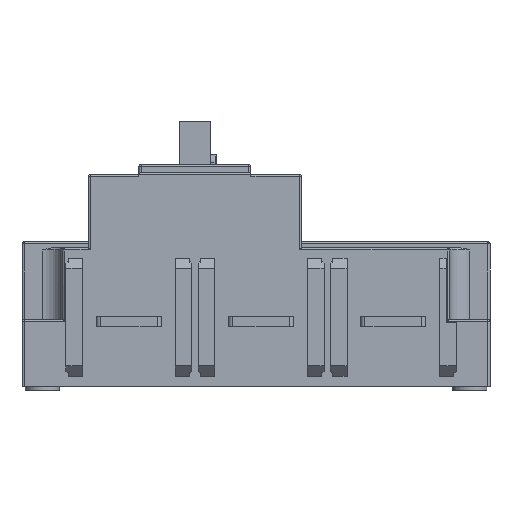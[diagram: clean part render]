
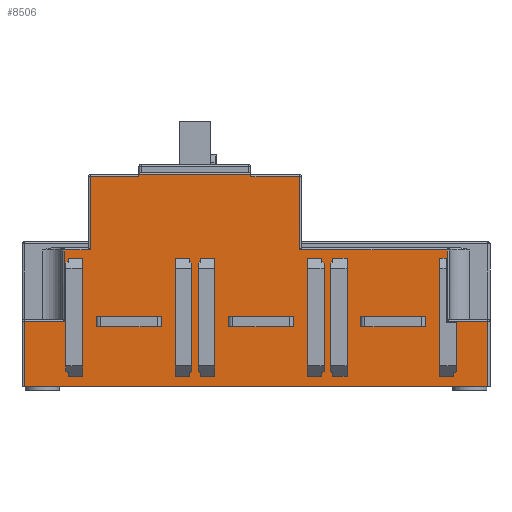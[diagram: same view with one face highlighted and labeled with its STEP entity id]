
A CAD part, front view. The second image highlights one B-rep face of the part: STEP entity #8506.
In plain terms, the highlighted planar face has unit normal (0, -1, 0).
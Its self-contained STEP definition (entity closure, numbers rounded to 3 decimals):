
#1207=DIRECTION('',(1.,0.,0.));
#1208=VECTOR('',#1207,228.);
#1209=CARTESIAN_POINT('',(-84.,-110.,2.));
#1210=LINE('',#1209,#1208);
#1449=DIRECTION('',(-1.,0.,0.));
#1450=VECTOR('',#1449,55.);
#1451=CARTESIAN_POINT('',(27.5,-110.,106.));
#1452=LINE('',#1451,#1450);
#1456=DIRECTION('',(0.,0.,1.));
#1457=VECTOR('',#1456,1.);
#1458=CARTESIAN_POINT('',(27.5,-110.,105.));
#1459=LINE('',#1458,#1457);
#1463=DIRECTION('',(1.,0.,0.));
#1464=VECTOR('',#1463,24.);
#1465=CARTESIAN_POINT('',(27.5,-110.,105.));
#1466=LINE('',#1465,#1464);
#1470=DIRECTION('',(0.,0.,-1.));
#1471=VECTOR('',#1470,36.);
#1472=CARTESIAN_POINT('',(51.5,-110.,105.));
#1473=LINE('',#1472,#1471);
#1477=DIRECTION('',(-1.,0.,0.));
#1478=VECTOR('',#1477,72.5);
#1479=CARTESIAN_POINT('',(124.,-110.,69.));
#1480=LINE('',#1479,#1478);
#1484=DIRECTION('',(0.,0.,-1.));
#1485=VECTOR('',#1484,35.);
#1486=CARTESIAN_POINT('',(124.,-110.,69.));
#1487=LINE('',#1486,#1485);
#1491=DIRECTION('',(1.,0.,0.));
#1492=VECTOR('',#1491,20.);
#1493=CARTESIAN_POINT('',(124.,-110.,34.));
#1494=LINE('',#1493,#1492);
#1498=DIRECTION('',(0.,0.,-1.));
#1499=VECTOR('',#1498,32.);
#1500=CARTESIAN_POINT('',(144.,-110.,34.));
#1501=LINE('',#1500,#1499);
#1505=DIRECTION('',(0.,0.,1.));
#1506=VECTOR('',#1505,32.);
#1507=CARTESIAN_POINT('',(-84.,-110.,2.));
#1508=LINE('',#1507,#1506);
#1512=DIRECTION('',(1.,0.,0.));
#1513=VECTOR('',#1512,20.);
#1514=CARTESIAN_POINT('',(-84.,-110.,34.));
#1515=LINE('',#1514,#1513);
#1519=DIRECTION('',(0.,0.,1.));
#1520=VECTOR('',#1519,35.);
#1521=CARTESIAN_POINT('',(-64.,-110.,34.));
#1522=LINE('',#1521,#1520);
#1526=DIRECTION('',(-1.,0.,0.));
#1527=VECTOR('',#1526,12.5);
#1528=CARTESIAN_POINT('',(-51.5,-110.,69.));
#1529=LINE('',#1528,#1527);
#1533=DIRECTION('',(0.,0.,1.));
#1534=VECTOR('',#1533,36.);
#1535=CARTESIAN_POINT('',(-51.5,-110.,69.));
#1536=LINE('',#1535,#1534);
#1540=DIRECTION('',(1.,0.,0.));
#1541=VECTOR('',#1540,24.);
#1542=CARTESIAN_POINT('',(-51.5,-110.,105.));
#1543=LINE('',#1542,#1541);
#1547=DIRECTION('',(0.,0.,-1.));
#1548=VECTOR('',#1547,1.);
#1549=CARTESIAN_POINT('',(-27.5,-110.,106.));
#1550=LINE('',#1549,#1548);
#1561=DIRECTION('',(0.,0.,-1.));
#1562=VECTOR('',#1561,5.401);
#1563=CARTESIAN_POINT('',(128.5,-110.,33.5));
#1564=LINE('',#1563,#1562);
#1624=DIRECTION('',(-1.,0.,0.));
#1625=VECTOR('',#1624,7.);
#1626=CARTESIAN_POINT('',(127.25,-110.,7.));
#1627=LINE('',#1626,#1625);
#1652=DIRECTION('',(-1.,0.,0.));
#1653=VECTOR('',#1652,1.25);
#1654=CARTESIAN_POINT('',(128.5,-110.,28.099));
#1655=LINE('',#1654,#1653);
#1659=DIRECTION('',(0.,0.,-1.));
#1660=VECTOR('',#1659,21.099);
#1661=CARTESIAN_POINT('',(127.25,-110.,28.099));
#1662=LINE('',#1661,#1660);
#1680=DIRECTION('',(0.,0.,1.));
#1681=VECTOR('',#1680,58.);
#1682=CARTESIAN_POINT('',(120.25,-110.,7.));
#1683=LINE('',#1682,#1681);
#1694=DIRECTION('',(1.,0.,0.));
#1695=VECTOR('',#1694,3.25);
#1696=CARTESIAN_POINT('',(120.25,-110.,65.));
#1697=LINE('',#1696,#1695);
#1708=DIRECTION('',(0.,0.,-1.));
#1709=VECTOR('',#1708,31.5);
#1710=CARTESIAN_POINT('',(123.5,-110.,65.));
#1711=LINE('',#1710,#1709);
#1722=DIRECTION('',(1.,0.,0.));
#1723=VECTOR('',#1722,5.);
#1724=CARTESIAN_POINT('',(123.5,-110.,33.5));
#1725=LINE('',#1724,#1723);
#6467=CARTESIAN_POINT('',(128.5,-110.,33.5));
#6468=CARTESIAN_POINT('',(128.5,-110.,28.099));
#6469=VERTEX_POINT('',#6467);
#6470=VERTEX_POINT('',#6468);
#6471=CARTESIAN_POINT('',(123.5,-110.,33.5));
#6472=VERTEX_POINT('',#6471);
#6473=CARTESIAN_POINT('',(123.5,-110.,65.));
#6474=VERTEX_POINT('',#6473);
#6475=CARTESIAN_POINT('',(120.25,-110.,65.));
#6476=VERTEX_POINT('',#6475);
#6477=CARTESIAN_POINT('',(120.25,-110.,7.));
#6478=VERTEX_POINT('',#6477);
#6479=CARTESIAN_POINT('',(127.25,-110.,7.));
#6480=VERTEX_POINT('',#6479);
#6481=CARTESIAN_POINT('',(127.25,-110.,28.099));
#6482=VERTEX_POINT('',#6481);
#7140=CARTESIAN_POINT('',(27.5,-110.,106.));
#7141=CARTESIAN_POINT('',(-27.5,-110.,106.));
#7142=VERTEX_POINT('',#7140);
#7143=VERTEX_POINT('',#7141);
#7144=CARTESIAN_POINT('',(-51.5,-110.,105.));
#7145=CARTESIAN_POINT('',(-27.5,-110.,105.));
#7146=VERTEX_POINT('',#7144);
#7147=VERTEX_POINT('',#7145);
#7172=CARTESIAN_POINT('',(-84.,-110.,2.));
#7174=VERTEX_POINT('',#7172);
#7176=CARTESIAN_POINT('',(-84.,-110.,34.));
#7177=VERTEX_POINT('',#7176);
#7178=CARTESIAN_POINT('',(-64.,-110.,34.));
#7179=VERTEX_POINT('',#7178);
#7182=CARTESIAN_POINT('',(-64.,-110.,69.));
#7183=VERTEX_POINT('',#7182);
#7198=CARTESIAN_POINT('',(-51.5,-110.,69.));
#7199=VERTEX_POINT('',#7198);
#7204=CARTESIAN_POINT('',(27.5,-110.,105.));
#7205=CARTESIAN_POINT('',(51.5,-110.,105.));
#7206=VERTEX_POINT('',#7204);
#7207=VERTEX_POINT('',#7205);
#7221=CARTESIAN_POINT('',(144.,-110.,2.));
#7223=VERTEX_POINT('',#7221);
#7224=CARTESIAN_POINT('',(144.,-110.,34.));
#7225=VERTEX_POINT('',#7224);
#7296=CARTESIAN_POINT('',(124.,-110.,34.));
#7297=VERTEX_POINT('',#7296);
#7298=CARTESIAN_POINT('',(124.,-110.,69.));
#7299=VERTEX_POINT('',#7298);
#7300=CARTESIAN_POINT('',(51.5,-110.,69.));
#7301=VERTEX_POINT('',#7300);
#8451=CARTESIAN_POINT('',(145.,-110.,30.8));
#8452=DIRECTION('',(0.,-1.,0.));
#8453=DIRECTION('',(-1.,0.,0.));
#8454=AXIS2_PLACEMENT_3D('',#8451,#8452,#8453);
#8455=PLANE('',#8454);
#8457=ORIENTED_EDGE('',*,*,#8456,.F.);
#8459=ORIENTED_EDGE('',*,*,#8458,.F.);
#8461=ORIENTED_EDGE('',*,*,#8460,.T.);
#8463=ORIENTED_EDGE('',*,*,#8462,.T.);
#8465=ORIENTED_EDGE('',*,*,#8464,.F.);
#8467=ORIENTED_EDGE('',*,*,#8466,.T.);
#8469=ORIENTED_EDGE('',*,*,#8468,.T.);
#8470=ORIENTED_EDGE('',*,*,#8443,.T.);
#8471=ORIENTED_EDGE('',*,*,#8231,.F.);
#8473=ORIENTED_EDGE('',*,*,#8472,.T.);
#8475=ORIENTED_EDGE('',*,*,#8474,.T.);
#8477=ORIENTED_EDGE('',*,*,#8476,.T.);
#8479=ORIENTED_EDGE('',*,*,#8478,.F.);
#8481=ORIENTED_EDGE('',*,*,#8480,.T.);
#8483=ORIENTED_EDGE('',*,*,#8482,.T.);
#8485=ORIENTED_EDGE('',*,*,#8484,.F.);
#8486=EDGE_LOOP('',(#8457,#8459,#8461,#8463,#8465,#8467,#8469,#8470,#8471,#8473,
#8475,#8477,#8479,#8481,#8483,#8485));
#8487=FACE_OUTER_BOUND('',#8486,.F.);
#8489=ORIENTED_EDGE('',*,*,#8488,.F.);
#8491=ORIENTED_EDGE('',*,*,#8490,.F.);
#8493=ORIENTED_EDGE('',*,*,#8492,.F.);
#8495=ORIENTED_EDGE('',*,*,#8494,.F.);
#8497=ORIENTED_EDGE('',*,*,#8496,.F.);
#8499=ORIENTED_EDGE('',*,*,#8498,.F.);
#8501=ORIENTED_EDGE('',*,*,#8500,.F.);
#8503=ORIENTED_EDGE('',*,*,#8502,.F.);
#8504=EDGE_LOOP('',(#8489,#8491,#8493,#8495,#8497,#8499,#8501,#8503));
#8505=FACE_BOUND('',#8504,.F.);
#8231=EDGE_CURVE('',#7174,#7223,#1210,.T.);
#8443=EDGE_CURVE('',#7225,#7223,#1501,.T.);
#8456=EDGE_CURVE('',#7142,#7143,#1452,.T.);
#8458=EDGE_CURVE('',#7206,#7142,#1459,.T.);
#8460=EDGE_CURVE('',#7206,#7207,#1466,.T.);
#8462=EDGE_CURVE('',#7207,#7301,#1473,.T.);
#8464=EDGE_CURVE('',#7299,#7301,#1480,.T.);
#8466=EDGE_CURVE('',#7299,#7297,#1487,.T.);
#8468=EDGE_CURVE('',#7297,#7225,#1494,.T.);
#8472=EDGE_CURVE('',#7174,#7177,#1508,.T.);
#8474=EDGE_CURVE('',#7177,#7179,#1515,.T.);
#8476=EDGE_CURVE('',#7179,#7183,#1522,.T.);
#8478=EDGE_CURVE('',#7199,#7183,#1529,.T.);
#8480=EDGE_CURVE('',#7199,#7146,#1536,.T.);
#8482=EDGE_CURVE('',#7146,#7147,#1543,.T.);
#8484=EDGE_CURVE('',#7143,#7147,#1550,.T.);
#8488=EDGE_CURVE('',#6469,#6470,#1564,.T.);
#8490=EDGE_CURVE('',#6472,#6469,#1725,.T.);
#8492=EDGE_CURVE('',#6474,#6472,#1711,.T.);
#8494=EDGE_CURVE('',#6476,#6474,#1697,.T.);
#8496=EDGE_CURVE('',#6478,#6476,#1683,.T.);
#8498=EDGE_CURVE('',#6480,#6478,#1627,.T.);
#8500=EDGE_CURVE('',#6482,#6480,#1662,.T.);
#8502=EDGE_CURVE('',#6470,#6482,#1655,.T.);
#8506=ADVANCED_FACE('',(#8487,#8505),#8455,.T.);
